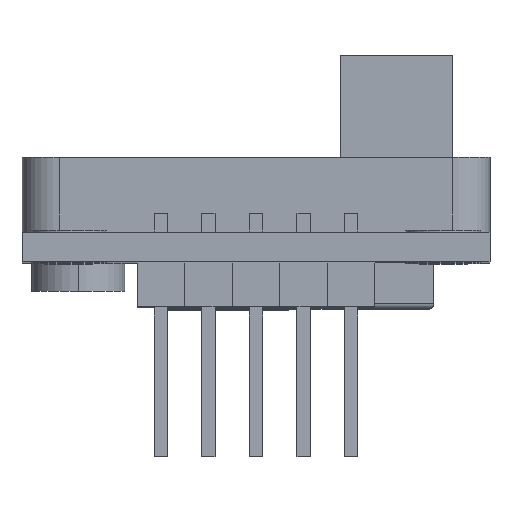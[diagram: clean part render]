
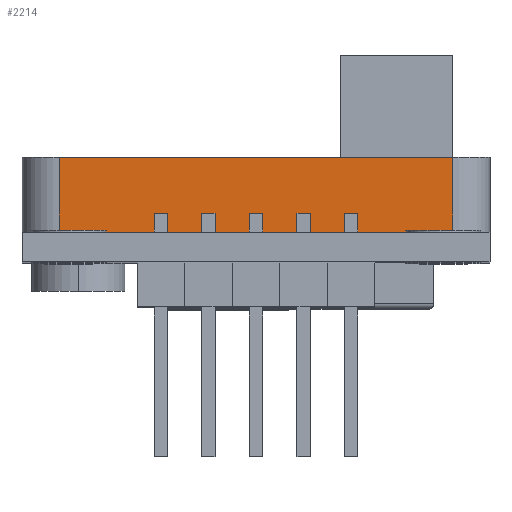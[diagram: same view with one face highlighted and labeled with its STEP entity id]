
A CAD part, top view. The second image highlights one B-rep face of the part: STEP entity #2214.
In plain terms, the highlighted planar face has unit normal (0, 0, 1).
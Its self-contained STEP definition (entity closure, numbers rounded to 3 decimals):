
#307 = LINE ( 'NONE', #349, #2762 ) ;
#349 = CARTESIAN_POINT ( 'NONE',  ( -10.5, 5.6, 14.5 ) ) ;
#635 = CARTESIAN_POINT ( 'NONE',  ( -12.5, 5.6, 14.5 ) ) ;
#965 = DIRECTION ( 'NONE',  ( 1., 0., 0. ) ) ;
#1022 = CARTESIAN_POINT ( 'NONE',  ( -12.5, 5.6, 14.5 ) ) ;
#1052 = AXIS2_PLACEMENT_3D ( 'NONE', #1022, #3540, #5927 ) ;
#1232 = LINE ( 'NONE', #635, #5992 ) ;
#1404 = DIRECTION ( 'NONE',  ( 0., 1., 0. ) ) ;
#1850 = VECTOR ( 'NONE', #1404, 1000. ) ;
#2205 = EDGE_CURVE ( 'NONE', #7535, #2328, #7578, .T. ) ;
#2214 = ADVANCED_FACE ( 'NONE', ( #3444 ), #2339, .F. ) ;
#2279 = VERTEX_POINT ( 'NONE', #4658 ) ;
#2328 = VERTEX_POINT ( 'NONE', #4170 ) ;
#2339 = PLANE ( 'NONE',  #1052 ) ;
#2387 = LINE ( 'NONE', #6828, #1850 ) ;
#2690 = DIRECTION ( 'NONE',  ( 0., -1., 0. ) ) ;
#2762 = VECTOR ( 'NONE', #2690, 1000. ) ;
#3062 = DIRECTION ( 'NONE',  ( 1., 0., 0. ) ) ;
#3316 = CARTESIAN_POINT ( 'NONE',  ( 10.5, 5.6, 14.5 ) ) ;
#3444 = FACE_OUTER_BOUND ( 'NONE', #4666, .T. ) ;
#3540 = DIRECTION ( 'NONE',  ( 0., 0., -1. ) ) ;
#3783 = EDGE_CURVE ( 'NONE', #2279, #5559, #1232, .T. ) ;
#3993 = ORIENTED_EDGE ( 'NONE', *, *, #4998, .T. ) ;
#4170 = CARTESIAN_POINT ( 'NONE',  ( 10.5, 1.6, 14.5 ) ) ;
#4347 = VECTOR ( 'NONE', #965, 1000. ) ;
#4658 = CARTESIAN_POINT ( 'NONE',  ( -10.5, 5.6, 14.5 ) ) ;
#4666 = EDGE_LOOP ( 'NONE', ( #4732, #5481, #6960, #3993 ) ) ;
#4732 = ORIENTED_EDGE ( 'NONE', *, *, #2205, .T. ) ;
#4904 = CARTESIAN_POINT ( 'NONE',  ( -10.5, 1.6, 14.5 ) ) ;
#4998 = EDGE_CURVE ( 'NONE', #2279, #7535, #307, .T. ) ;
#5114 = CARTESIAN_POINT ( 'NONE',  ( -12.5, 1.6, 14.5 ) ) ;
#5480 = EDGE_CURVE ( 'NONE', #2328, #5559, #2387, .T. ) ;
#5481 = ORIENTED_EDGE ( 'NONE', *, *, #5480, .T. ) ;
#5559 = VERTEX_POINT ( 'NONE', #3316 ) ;
#5927 = DIRECTION ( 'NONE',  ( -1., 0., 0. ) ) ;
#5992 = VECTOR ( 'NONE', #3062, 1000. ) ;
#6828 = CARTESIAN_POINT ( 'NONE',  ( 10.5, 5.6, 14.5 ) ) ;
#6960 = ORIENTED_EDGE ( 'NONE', *, *, #3783, .F. ) ;
#7535 = VERTEX_POINT ( 'NONE', #4904 ) ;
#7578 = LINE ( 'NONE', #5114, #4347 ) ;
